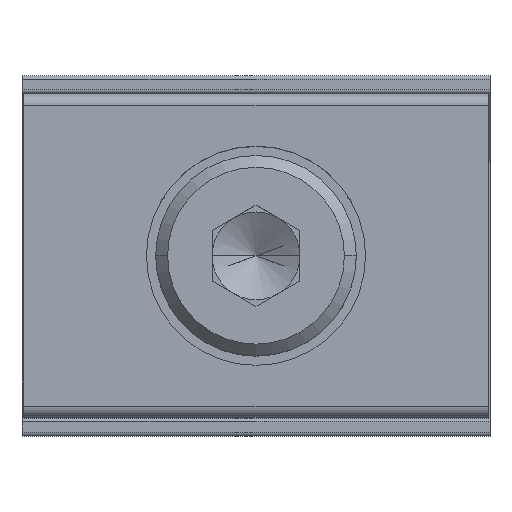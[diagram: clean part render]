
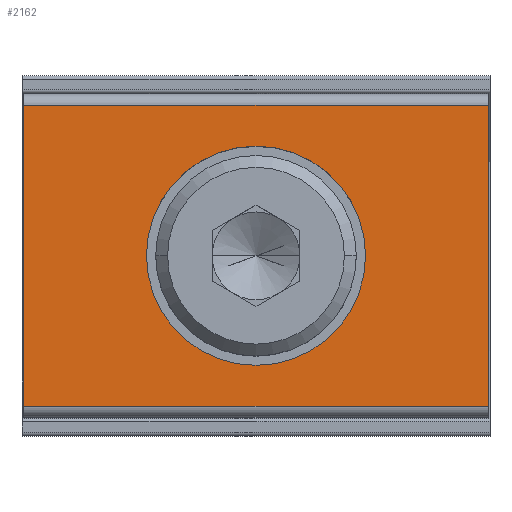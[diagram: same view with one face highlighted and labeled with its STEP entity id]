
A CAD part, top view. The second image highlights one B-rep face of the part: STEP entity #2162.
In plain terms, the highlighted planar face has unit normal (0, 0, 1).
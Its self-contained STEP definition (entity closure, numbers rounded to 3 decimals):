
#7 = CARTESIAN_POINT ( 'NONE',  ( 0., 0., 8.738 ) ) ;
#62 = FACE_OUTER_BOUND ( 'NONE', #1569, .T. ) ;
#164 = DIRECTION ( 'NONE',  ( 0., -1., 0. ) ) ;
#214 = CARTESIAN_POINT ( 'NONE',  ( 7.938, 5.148, 8.738 ) ) ;
#437 = VERTEX_POINT ( 'NONE', #770 ) ;
#519 = CARTESIAN_POINT ( 'NONE',  ( 7.938, -5.148, 8.738 ) ) ;
#533 = DIRECTION ( 'NONE',  ( 0., -1., 0. ) ) ;
#537 = LINE ( 'NONE', #1827, #1804 ) ;
#552 = CARTESIAN_POINT ( 'NONE',  ( 7.938, -5.148, 8.738 ) ) ;
#564 = ORIENTED_EDGE ( 'NONE', *, *, #2619, .F. ) ;
#566 = CARTESIAN_POINT ( 'NONE',  ( -7.938, 5.148, 8.738 ) ) ;
#643 = EDGE_CURVE ( 'NONE', #1744, #437, #1106, .T. ) ;
#660 = EDGE_CURVE ( 'NONE', #1386, #2260, #537, .T. ) ;
#680 = CIRCLE ( 'NONE', #2542, 3.746 ) ;
#708 = ORIENTED_EDGE ( 'NONE', *, *, #1889, .F. ) ;
#748 = CARTESIAN_POINT ( 'NONE',  ( -7.938, -5.148, 8.738 ) ) ;
#770 = CARTESIAN_POINT ( 'NONE',  ( -3.746, 0., 8.738 ) ) ;
#881 = DIRECTION ( 'NONE',  ( 0., 0., 1. ) ) ;
#923 = AXIS2_PLACEMENT_3D ( 'NONE', #2766, #973, #2557 ) ;
#973 = DIRECTION ( 'NONE',  ( 0., 0., 1. ) ) ;
#1092 = DIRECTION ( 'NONE',  ( 0., 0., -1. ) ) ;
#1106 = CIRCLE ( 'NONE', #923, 3.746 ) ;
#1109 = CARTESIAN_POINT ( 'NONE',  ( 7.938, -5.148, 8.738 ) ) ;
#1134 = VECTOR ( 'NONE', #533, 1000. ) ;
#1225 = ORIENTED_EDGE ( 'NONE', *, *, #1856, .F. ) ;
#1350 = DIRECTION ( 'NONE',  ( -1., 0., 0. ) ) ;
#1386 = VERTEX_POINT ( 'NONE', #214 ) ;
#1417 = VECTOR ( 'NONE', #164, 1000. ) ;
#1544 = DIRECTION ( 'NONE',  ( -1., 0., 0. ) ) ;
#1549 = PLANE ( 'NONE',  #1892 ) ;
#1569 = EDGE_LOOP ( 'NONE', ( #2563, #1225, #708, #1813 ) ) ;
#1629 = EDGE_LOOP ( 'NONE', ( #2705, #564 ) ) ;
#1652 = CARTESIAN_POINT ( 'NONE',  ( 3.746, 0., 8.738 ) ) ;
#1653 = DIRECTION ( 'NONE',  ( -1., 0., 0. ) ) ;
#1710 = LINE ( 'NONE', #2637, #1417 ) ;
#1744 = VERTEX_POINT ( 'NONE', #1652 ) ;
#1804 = VECTOR ( 'NONE', #1653, 1000. ) ;
#1813 = ORIENTED_EDGE ( 'NONE', *, *, #660, .T. ) ;
#1827 = CARTESIAN_POINT ( 'NONE',  ( 7.938, 5.148, 8.738 ) ) ;
#1856 = EDGE_CURVE ( 'NONE', #2246, #2257, #2359, .T. ) ;
#1862 = VECTOR ( 'NONE', #2753, 1000. ) ;
#1889 = EDGE_CURVE ( 'NONE', #1386, #2246, #1710, .T. ) ;
#1892 = AXIS2_PLACEMENT_3D ( 'NONE', #1109, #1092, #1350 ) ;
#2162 = ADVANCED_FACE ( 'NONE', ( #62, #2489 ), #1549, .F. ) ;
#2246 = VERTEX_POINT ( 'NONE', #519 ) ;
#2257 = VERTEX_POINT ( 'NONE', #2301 ) ;
#2260 = VERTEX_POINT ( 'NONE', #566 ) ;
#2288 = EDGE_CURVE ( 'NONE', #2260, #2257, #2736, .T. ) ;
#2301 = CARTESIAN_POINT ( 'NONE',  ( -7.938, -5.148, 8.738 ) ) ;
#2359 = LINE ( 'NONE', #552, #1862 ) ;
#2489 = FACE_BOUND ( 'NONE', #1629, .T. ) ;
#2542 = AXIS2_PLACEMENT_3D ( 'NONE', #7, #881, #1544 ) ;
#2557 = DIRECTION ( 'NONE',  ( -1., 0., 0. ) ) ;
#2563 = ORIENTED_EDGE ( 'NONE', *, *, #2288, .T. ) ;
#2619 = EDGE_CURVE ( 'NONE', #437, #1744, #680, .T. ) ;
#2637 = CARTESIAN_POINT ( 'NONE',  ( 7.938, -5.148, 8.738 ) ) ;
#2705 = ORIENTED_EDGE ( 'NONE', *, *, #643, .F. ) ;
#2736 = LINE ( 'NONE', #748, #1134 ) ;
#2753 = DIRECTION ( 'NONE',  ( -1., 0., 0. ) ) ;
#2766 = CARTESIAN_POINT ( 'NONE',  ( 0., 0., 8.738 ) ) ;
